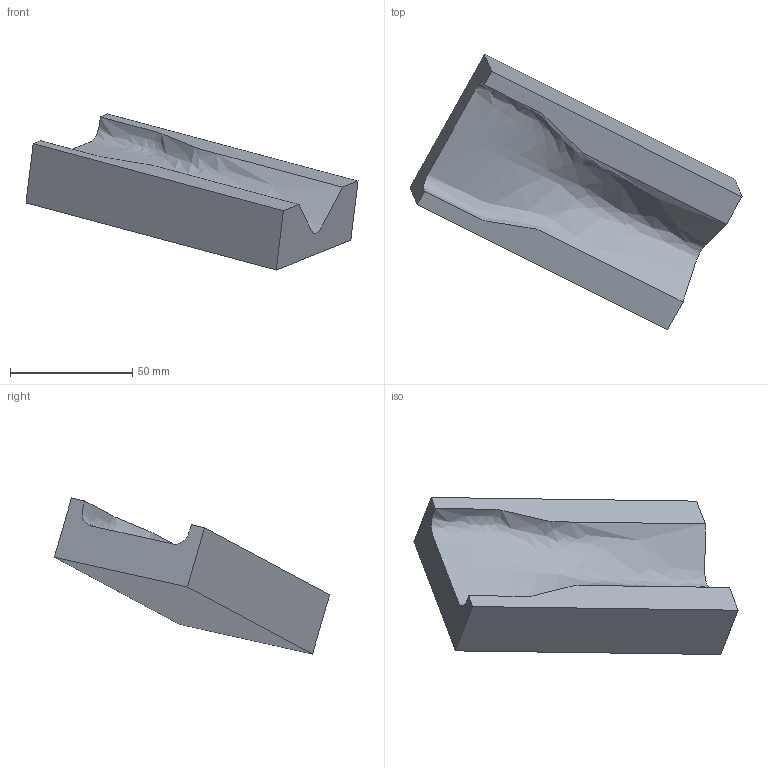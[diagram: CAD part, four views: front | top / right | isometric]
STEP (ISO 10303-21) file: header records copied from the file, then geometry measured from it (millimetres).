
FILE_DESCRIPTION((''),'2;1');
FILE_NAME('Mill-Lesson-11B.stp','2021-06-07T23:29:14',(''),(''),'STEP Write','Mastercam 2022 ... CNC Software, Inc.','');
FILE_SCHEMA(('AUTOMOTIVE_DESIGN'));
Length unit declared in the file: inch
Products named in the file (1): None
Bounding box: 135.58 x 112.52 x 63.75 mm (x, y, z)
Volume: 144952.3 mm3; surface area: 24735 mm2
Topology: 1 solids, 1 shells, 8 faces, 18 edges, 12 vertices
Faces by surface type: plane 7, bspline 1
Entity records: 1113 total; most frequent: CARTESIAN_POINT 901, ORIENTED_EDGE 36, DIRECTION 32, EDGE_CURVE 18, VECTOR 14, LINE 14, VERTEX_POINT 12, STYLED_ITEM 10
